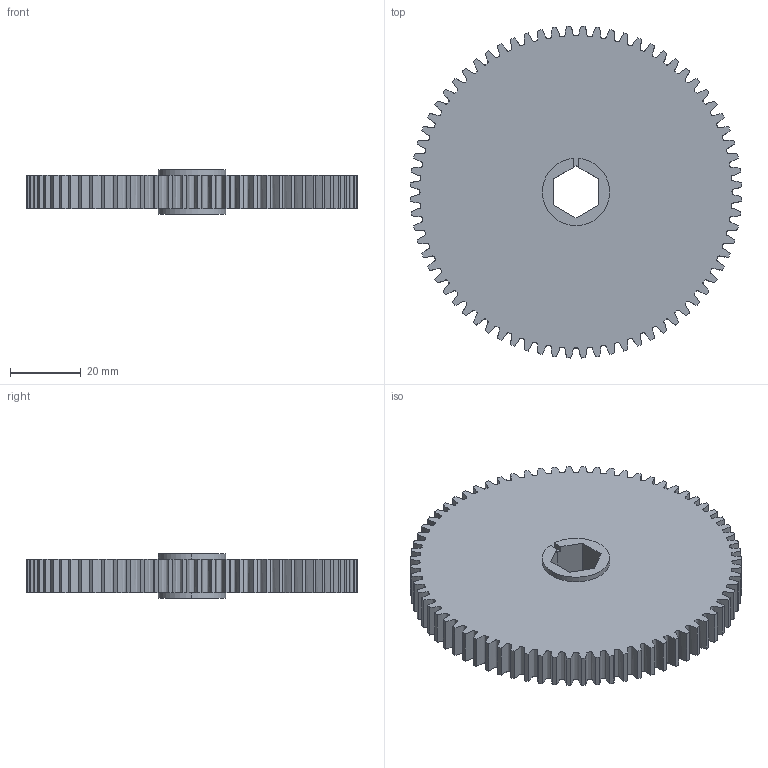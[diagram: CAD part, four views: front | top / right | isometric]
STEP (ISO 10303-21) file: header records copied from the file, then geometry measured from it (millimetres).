
FILE_DESCRIPTION (( 'STEP AP214' ), '1' );
FILE_NAME ('WCP-0724 Rev1.step', '2022-11-24T01:49:41', ( '' ), ( '' ), 'SwSTEP 2.0', 'SolidWorks 2020', '' );
FILE_SCHEMA (( 'AUTOMOTIVE_DESIGN' ));
Length unit declared in the file: inch
Products named in the file (1): WCP-0724 Rev1
Bounding box: 93.93 x 93.93 x 12.65 mm (x, y, z)
Volume: 63388.1 mm3; surface area: 19116.3 mm2
Topology: 1 solids, 1 shells, 161 faces, 474 edges, 316 vertices
Faces by surface type: cylinder 77, bspline 72, plane 12
Entity records: 25750 total; most frequent: CARTESIAN_POINT 21760, ORIENTED_EDGE 948, DIRECTION 664, EDGE_CURVE 474, VERTEX_POINT 316, AXIS2_PLACEMENT_3D 244, LINE 176, VECTOR 176
